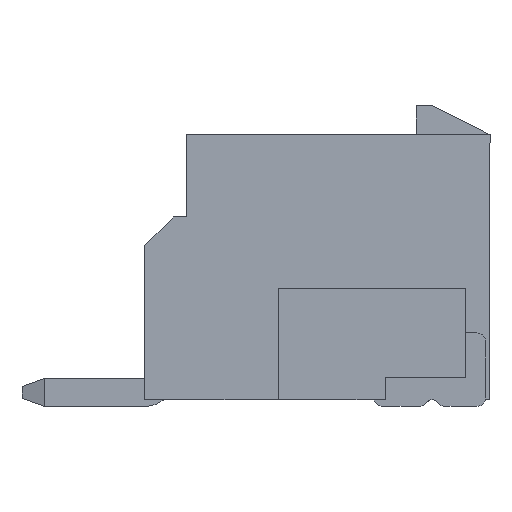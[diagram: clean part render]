
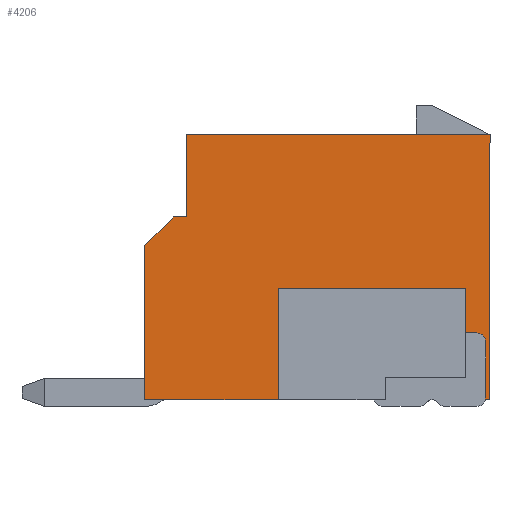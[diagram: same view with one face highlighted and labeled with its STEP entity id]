
A CAD part, left-side view. The second image highlights one B-rep face of the part: STEP entity #4206.
In plain terms, the highlighted planar face has unit normal (-1, 0, 0).
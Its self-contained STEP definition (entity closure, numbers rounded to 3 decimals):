
#152 = VECTOR ( 'NONE', #6540, 1000. ) ;
#358 = EDGE_CURVE ( 'NONE', #11566, #8263, #21790, .T. ) ;
#378 = VERTEX_POINT ( 'NONE', #6984 ) ;
#387 = VERTEX_POINT ( 'NONE', #12515 ) ;
#405 = CARTESIAN_POINT ( 'NONE',  ( -7.5, -4.7, 1.325 ) ) ;
#487 = ORIENTED_EDGE ( 'NONE', *, *, #358, .F. ) ;
#535 = VECTOR ( 'NONE', #4687, 1000. ) ;
#614 = ORIENTED_EDGE ( 'NONE', *, *, #13302, .F. ) ;
#710 = EDGE_LOOP ( 'NONE', ( #5761, #4093, #487, #6593, #1760, #11307, #614, #1653, #5030, #14631, #20919, #15441, #7318 ) ) ;
#743 = VECTOR ( 'NONE', #14212, 1000. ) ;
#780 = CARTESIAN_POINT ( 'NONE',  ( -7.5, -5.25, 5.775 ) ) ;
#1193 = DIRECTION ( 'NONE',  ( 0., 0., 1. ) ) ;
#1196 = PLANE ( 'NONE',  #14204 ) ;
#1291 = EDGE_CURVE ( 'NONE', #8263, #21737, #15466, .T. ) ;
#1317 = CARTESIAN_POINT ( 'NONE',  ( -7.5, -2.9, -0.175 ) ) ;
#1352 = VECTOR ( 'NONE', #12962, 1000. ) ;
#1653 = ORIENTED_EDGE ( 'NONE', *, *, #23077, .F. ) ;
#1760 = ORIENTED_EDGE ( 'NONE', *, *, #1777, .F. ) ;
#1777 = EDGE_CURVE ( 'NONE', #8140, #2313, #11299, .T. ) ;
#2106 = LINE ( 'NONE', #20503, #18832 ) ;
#2254 = DIRECTION ( 'NONE',  ( 0., -0.707, 0.707 ) ) ;
#2313 = VERTEX_POINT ( 'NONE', #19991 ) ;
#2409 = LINE ( 'NONE', #5916, #14842 ) ;
#3011 = FACE_OUTER_BOUND ( 'NONE', #710, .T. ) ;
#3292 = DIRECTION ( 'NONE',  ( 0., 0., 1. ) ) ;
#3431 = CARTESIAN_POINT ( 'NONE',  ( -7.5, 2.5, -0.175 ) ) ;
#3474 = DIRECTION ( 'NONE',  ( 0., -1., 0. ) ) ;
#3601 = CARTESIAN_POINT ( 'NONE',  ( -7.5, -5.25, -0.175 ) ) ;
#4045 = DIRECTION ( 'NONE',  ( 0., 0., 1. ) ) ;
#4093 = ORIENTED_EDGE ( 'NONE', *, *, #1291, .F. ) ;
#4104 = CARTESIAN_POINT ( 'NONE',  ( -7.5, -0.5, 2.325 ) ) ;
#4206 = ADVANCED_FACE ( 'NONE', ( #3011 ), #1196, .T. ) ;
#4345 = VECTOR ( 'NONE', #14560, 1000. ) ;
#4687 = DIRECTION ( 'NONE',  ( 0., -1., 0. ) ) ;
#4706 = LINE ( 'NONE', #1317, #8803 ) ;
#4820 = LINE ( 'NONE', #22945, #535 ) ;
#5030 = ORIENTED_EDGE ( 'NONE', *, *, #18527, .F. ) ;
#5761 = ORIENTED_EDGE ( 'NONE', *, *, #7500, .T. ) ;
#5916 = CARTESIAN_POINT ( 'NONE',  ( -7.5, -5.25, 5.775 ) ) ;
#6241 = DIRECTION ( 'NONE',  ( -1., 0., 0. ) ) ;
#6425 = CARTESIAN_POINT ( 'NONE',  ( -7.5, -4.7, 2.325 ) ) ;
#6534 = EDGE_CURVE ( 'NONE', #18649, #378, #21693, .T. ) ;
#6540 = DIRECTION ( 'NONE',  ( 0., 0., 1. ) ) ;
#6593 = ORIENTED_EDGE ( 'NONE', *, *, #13990, .F. ) ;
#6664 = CARTESIAN_POINT ( 'NONE',  ( -7.5, -4.7, 0.325 ) ) ;
#6768 = CARTESIAN_POINT ( 'NONE',  ( -7.5, -5.25, -0.175 ) ) ;
#6984 = CARTESIAN_POINT ( 'NONE',  ( -7.5, -2.9, -0.175 ) ) ;
#7318 = ORIENTED_EDGE ( 'NONE', *, *, #21460, .F. ) ;
#7471 = CARTESIAN_POINT ( 'NONE',  ( -7.5, 1.85, 3.925 ) ) ;
#7500 = EDGE_CURVE ( 'NONE', #18070, #21737, #21802, .T. ) ;
#8140 = VERTEX_POINT ( 'NONE', #10550 ) ;
#8263 = VERTEX_POINT ( 'NONE', #12414 ) ;
#8803 = VECTOR ( 'NONE', #1193, 1000. ) ;
#9043 = VECTOR ( 'NONE', #3292, 1000. ) ;
#9358 = VECTOR ( 'NONE', #22898, 1000. ) ;
#9732 = DIRECTION ( 'NONE',  ( 0., 0., -1. ) ) ;
#10004 = CARTESIAN_POINT ( 'NONE',  ( -7.5, -0.5, -0.175 ) ) ;
#10550 = CARTESIAN_POINT ( 'NONE',  ( -7.5, -0.5, 2.325 ) ) ;
#10743 = VERTEX_POINT ( 'NONE', #405 ) ;
#11299 = LINE ( 'NONE', #4104, #1352 ) ;
#11307 = ORIENTED_EDGE ( 'NONE', *, *, #11391, .F. ) ;
#11354 = VERTEX_POINT ( 'NONE', #780 ) ;
#11391 = EDGE_CURVE ( 'NONE', #14698, #8140, #22899, .T. ) ;
#11566 = VERTEX_POINT ( 'NONE', #3431 ) ;
#12286 = LINE ( 'NONE', #6664, #152 ) ;
#12414 = CARTESIAN_POINT ( 'NONE',  ( -7.5, 2.5, 3.275 ) ) ;
#12515 = CARTESIAN_POINT ( 'NONE',  ( -7.5, 1.55, 5.775 ) ) ;
#12640 = CARTESIAN_POINT ( 'NONE',  ( -7.5, -2.9, 1.325 ) ) ;
#12752 = CARTESIAN_POINT ( 'NONE',  ( -7.5, 1.55, 3.925 ) ) ;
#12962 = DIRECTION ( 'NONE',  ( 0., 0., -1. ) ) ;
#13302 = EDGE_CURVE ( 'NONE', #10743, #14698, #12286, .T. ) ;
#13742 = DIRECTION ( 'NONE',  ( 0., 1., 0. ) ) ;
#13990 = EDGE_CURVE ( 'NONE', #2313, #11566, #19180, .T. ) ;
#14204 = AXIS2_PLACEMENT_3D ( 'NONE', #22724, #6241, #15994 ) ;
#14212 = DIRECTION ( 'NONE',  ( 0., 1., 0. ) ) ;
#14436 = CARTESIAN_POINT ( 'NONE',  ( -7.5, 2.5, -0.175 ) ) ;
#14560 = DIRECTION ( 'NONE',  ( 0., 1., 0. ) ) ;
#14631 = ORIENTED_EDGE ( 'NONE', *, *, #6534, .F. ) ;
#14698 = VERTEX_POINT ( 'NONE', #21021 ) ;
#14842 = VECTOR ( 'NONE', #9732, 1000. ) ;
#15441 = ORIENTED_EDGE ( 'NONE', *, *, #15562, .F. ) ;
#15466 = LINE ( 'NONE', #18754, #17133 ) ;
#15562 = EDGE_CURVE ( 'NONE', #387, #11354, #4820, .T. ) ;
#15994 = DIRECTION ( 'NONE',  ( 0., 1., 0. ) ) ;
#16131 = VERTEX_POINT ( 'NONE', #12640 ) ;
#16345 = CARTESIAN_POINT ( 'NONE',  ( -7.5, -4.7, 1.325 ) ) ;
#17133 = VECTOR ( 'NONE', #2254, 1000. ) ;
#17135 = CARTESIAN_POINT ( 'NONE',  ( -7.5, 1.55, 3.925 ) ) ;
#18070 = VERTEX_POINT ( 'NONE', #17135 ) ;
#18527 = EDGE_CURVE ( 'NONE', #378, #16131, #4706, .T. ) ;
#18649 = VERTEX_POINT ( 'NONE', #3601 ) ;
#18754 = CARTESIAN_POINT ( 'NONE',  ( -7.5, 2.5, 3.275 ) ) ;
#18832 = VECTOR ( 'NONE', #4045, 1000. ) ;
#19180 = LINE ( 'NONE', #10004, #9358 ) ;
#19886 = EDGE_CURVE ( 'NONE', #11354, #18649, #2409, .T. ) ;
#19927 = LINE ( 'NONE', #16345, #20764 ) ;
#19991 = CARTESIAN_POINT ( 'NONE',  ( -7.5, -0.5, -0.175 ) ) ;
#20503 = CARTESIAN_POINT ( 'NONE',  ( -7.5, 1.55, 3.925 ) ) ;
#20764 = VECTOR ( 'NONE', #3474, 1000. ) ;
#20919 = ORIENTED_EDGE ( 'NONE', *, *, #19886, .F. ) ;
#21021 = CARTESIAN_POINT ( 'NONE',  ( -7.5, -4.7, 2.325 ) ) ;
#21460 = EDGE_CURVE ( 'NONE', #18070, #387, #2106, .T. ) ;
#21693 = LINE ( 'NONE', #6768, #743 ) ;
#21737 = VERTEX_POINT ( 'NONE', #7471 ) ;
#21790 = LINE ( 'NONE', #14436, #9043 ) ;
#21802 = LINE ( 'NONE', #12752, #4345 ) ;
#22724 = CARTESIAN_POINT ( 'NONE',  ( -7.5, 2.5, 2.8 ) ) ;
#22898 = DIRECTION ( 'NONE',  ( 0., 1., 0. ) ) ;
#22899 = LINE ( 'NONE', #6425, #23168 ) ;
#22945 = CARTESIAN_POINT ( 'NONE',  ( -7.5, 1.85, 5.775 ) ) ;
#23077 = EDGE_CURVE ( 'NONE', #16131, #10743, #19927, .T. ) ;
#23168 = VECTOR ( 'NONE', #13742, 1000. ) ;
